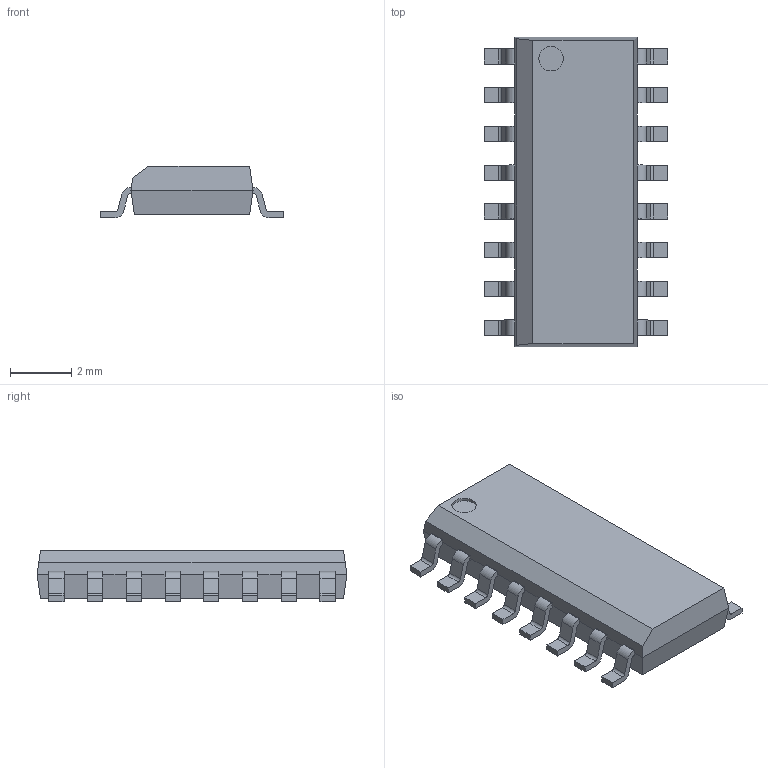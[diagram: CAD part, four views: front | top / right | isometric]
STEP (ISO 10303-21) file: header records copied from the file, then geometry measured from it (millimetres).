
FILE_DESCRIPTION((''),'2;1');
FILE_NAME('SOIC127P600-16 (SO-16).stp','2013-03-19T09:53:16',('yvshub'),(''),'Autodesk Inventor 2011','Autodesk Inventor 2011','');
FILE_SCHEMA(('AUTOMOTIVE_DESIGN { 1 0 10303 214 1 1 1 1 }'));
Length unit declared in the file: millimetre
Products named in the file (1): SOIC127P600-16 (SO-16)
Bounding box: 6 x 10.16 x 1.7 mm (x, y, z)
Volume: 64 mm3; surface area: 152.4 mm2
Topology: 1 solids, 1 shells, 221 faces, 650 edges, 432 vertices
Faces by surface type: plane 156, cylinder 65
Full cylindrical faces by diameter (mm): 0.8 x1
Entity records: 7597 total; most frequent: CARTESIAN_POINT 1303, ORIENTED_EDGE 1298, DIRECTION 1223, EDGE_CURVE 649, VECTOR 519, LINE 519, VERTEX_POINT 432, AXIS2_PLACEMENT_3D 352
